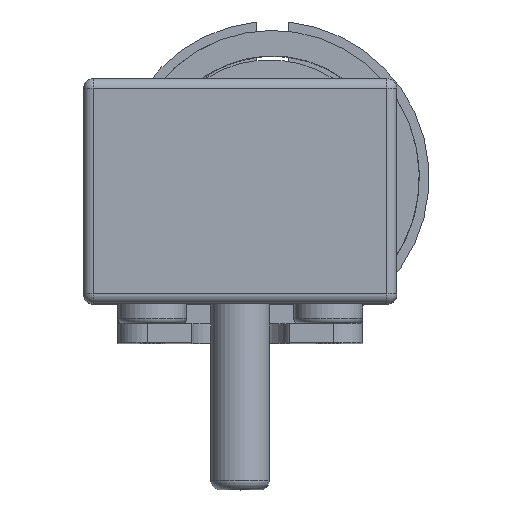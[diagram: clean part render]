
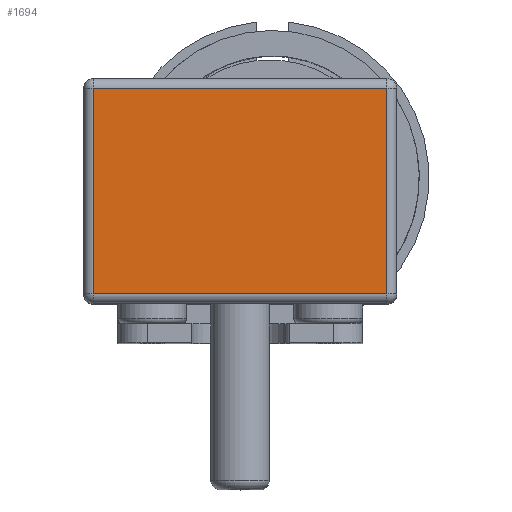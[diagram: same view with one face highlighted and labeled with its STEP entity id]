
A CAD part, top view. The second image highlights one B-rep face of the part: STEP entity #1694.
In plain terms, the highlighted face is planar.
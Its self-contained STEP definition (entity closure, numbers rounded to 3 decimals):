
#107=PLANE('',#1945);
#208=FACE_OUTER_BOUND('',#326,.T.);
#326=EDGE_LOOP('',(#1539,#1540,#1541,#1542));
#436=LINE('',#3019,#550);
#439=LINE('',#3023,#553);
#446=LINE('',#3034,#560);
#447=LINE('',#3036,#561);
#550=VECTOR('',#2470,10.);
#553=VECTOR('',#2475,10.);
#560=VECTOR('',#2490,10.);
#561=VECTOR('',#2493,10.);
#815=VERTEX_POINT('',#2955);
#821=VERTEX_POINT('',#2969);
#825=VERTEX_POINT('',#2978);
#832=VERTEX_POINT('',#2999);
#1061=EDGE_CURVE('',#821,#832,#436,.T.);
#1064=EDGE_CURVE('',#832,#825,#439,.T.);
#1071=EDGE_CURVE('',#825,#815,#446,.T.);
#1072=EDGE_CURVE('',#815,#821,#447,.T.);
#1539=ORIENTED_EDGE('',*,*,#1061,.F.);
#1540=ORIENTED_EDGE('',*,*,#1072,.F.);
#1541=ORIENTED_EDGE('',*,*,#1071,.F.);
#1542=ORIENTED_EDGE('',*,*,#1064,.F.);
#1694=ADVANCED_FACE('',(#208),#107,.T.);
#1945=AXIS2_PLACEMENT_3D('',#3045,#2507,#2508);
#2470=DIRECTION('',(1.,0.,0.));
#2475=DIRECTION('',(0.,0.,1.));
#2490=DIRECTION('',(-1.,0.,0.));
#2493=DIRECTION('',(0.,0.,-1.));
#2507=DIRECTION('center_axis',(0.,1.,0.));
#2508=DIRECTION('ref_axis',(-1.,0.,0.));
#2955=CARTESIAN_POINT('',(-15.,23.,22.));
#2969=CARTESIAN_POINT('',(-15.,23.,1.));
#2978=CARTESIAN_POINT('',(15.,23.,22.));
#2999=CARTESIAN_POINT('',(15.,23.,1.));
#3019=CARTESIAN_POINT('',(8.,23.,1.));
#3023=CARTESIAN_POINT('',(15.,23.,0.));
#3034=CARTESIAN_POINT('',(8.,23.,22.));
#3036=CARTESIAN_POINT('',(-15.,23.,0.));
#3045=CARTESIAN_POINT('Origin',(16.,23.,0.));
